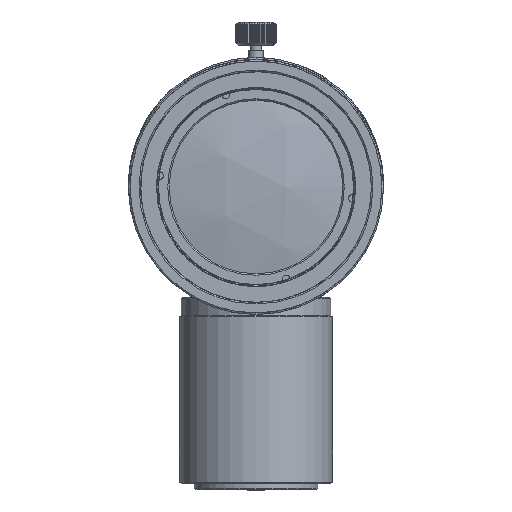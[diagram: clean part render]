
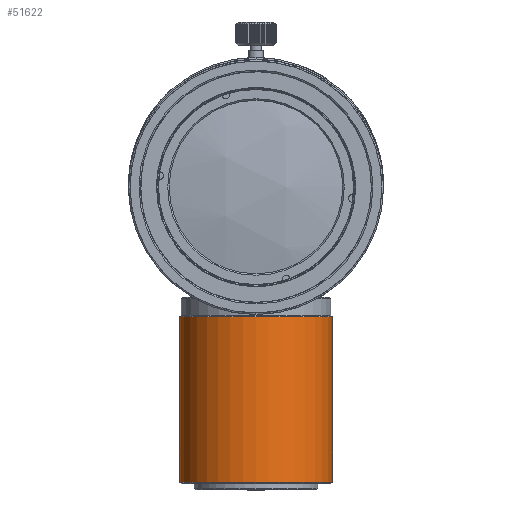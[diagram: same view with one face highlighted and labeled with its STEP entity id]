
A CAD part, left-side view. The second image highlights one B-rep face of the part: STEP entity #51622.
In plain terms, the highlighted cylindrical face has radius 15 mm (diameter 30 mm), a full revolution.
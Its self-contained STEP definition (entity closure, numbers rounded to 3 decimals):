
#3241 = AXIS2_PLACEMENT_3D ( 'NONE', #50852, #36539, #62646 ) ;
#3598 = DIRECTION ( 'NONE',  ( 0., 0., 1. ) ) ;
#4441 = FACE_OUTER_BOUND ( 'NONE', #45138, .T. ) ;
#9301 = ORIENTED_EDGE ( 'NONE', *, *, #34889, .T. ) ;
#15018 = AXIS2_PLACEMENT_3D ( 'NONE', #31210, #17709, #50364 ) ;
#16181 = CARTESIAN_POINT ( 'NONE',  ( 51.784, 0., -58.25 ) ) ;
#17709 = DIRECTION ( 'NONE',  ( 0., 0., 1. ) ) ;
#30993 = CYLINDRICAL_SURFACE ( 'NONE', #40127, 15. ) ;
#31210 = CARTESIAN_POINT ( 'NONE',  ( 36.784, 0., -58.25 ) ) ;
#32746 = CARTESIAN_POINT ( 'NONE',  ( 51.784, 0., -25.8 ) ) ;
#34889 = EDGE_CURVE ( 'NONE', #64964, #64964, #63014, .T. ) ;
#36539 = DIRECTION ( 'NONE',  ( 0., 0., -1. ) ) ;
#40127 = AXIS2_PLACEMENT_3D ( 'NONE', #57551, #3598, #56697 ) ;
#45138 = EDGE_LOOP ( 'NONE', ( #76427 ) ) ;
#49626 = EDGE_CURVE ( 'NONE', #62745, #62745, #74806, .T. ) ;
#50364 = DIRECTION ( 'NONE',  ( 1., 0., 0. ) ) ;
#50852 = CARTESIAN_POINT ( 'NONE',  ( 36.784, 0., -25.8 ) ) ;
#51622 = ADVANCED_FACE ( 'NONE', ( #4441, #63214 ), #30993, .T. ) ;
#52063 = EDGE_LOOP ( 'NONE', ( #9301 ) ) ;
#56697 = DIRECTION ( 'NONE',  ( 1., 0., 0. ) ) ;
#57551 = CARTESIAN_POINT ( 'NONE',  ( 36.784, 0., 29.308 ) ) ;
#62646 = DIRECTION ( 'NONE',  ( 1., 0., 0. ) ) ;
#62745 = VERTEX_POINT ( 'NONE', #16181 ) ;
#63014 = CIRCLE ( 'NONE', #3241, 15. ) ;
#63214 = FACE_OUTER_BOUND ( 'NONE', #52063, .T. ) ;
#64964 = VERTEX_POINT ( 'NONE', #32746 ) ;
#74806 = CIRCLE ( 'NONE', #15018, 15. ) ;
#76427 = ORIENTED_EDGE ( 'NONE', *, *, #49626, .T. ) ;
